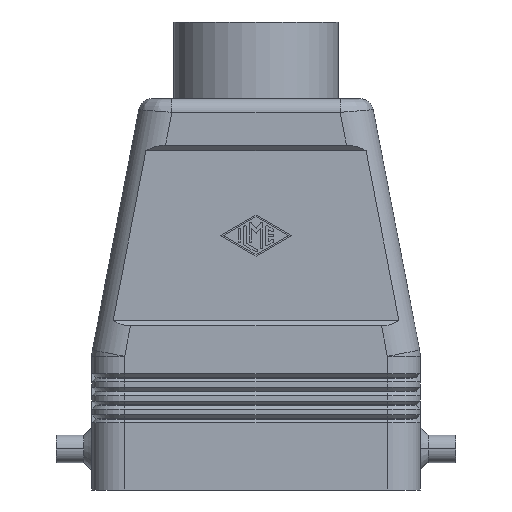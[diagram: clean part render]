
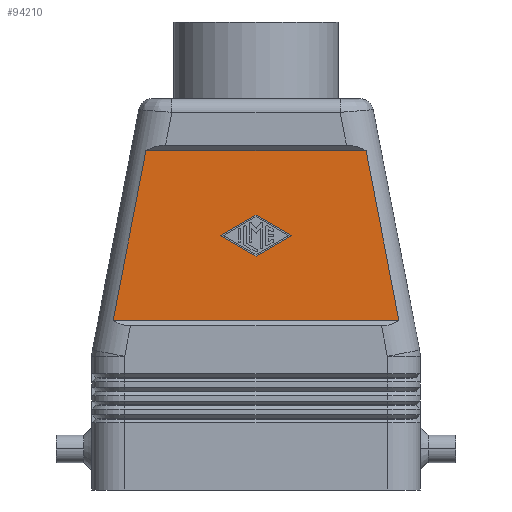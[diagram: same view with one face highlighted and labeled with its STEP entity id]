
A CAD part, front view. The second image highlights one B-rep face of the part: STEP entity #94210.
In plain terms, the highlighted planar face has unit normal (0, -1, 0).
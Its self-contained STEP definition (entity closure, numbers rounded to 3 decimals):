
#4150=CARTESIAN_POINT('',(26.106,-20.5,31.));
#4160=VERTEX_POINT('',#4150);
#4190=CARTESIAN_POINT('',(18.629,-20.5,69.63));
#4200=DIRECTION('',(0.19,0.,-0.982));
#4210=VECTOR('',#4200,1.);
#4220=LINE('',#4190,#4210);
#4230=CARTESIAN_POINT('',(20.106,-20.5,62.));
#4240=VERTEX_POINT('',#4230);
#4250=EDGE_CURVE('',#4240,#4160,#4220,.T.);
#6940=CARTESIAN_POINT('',(-20.106,-20.5,62.));
#6950=VERTEX_POINT('',#6940);
#6980=CARTESIAN_POINT('',(-27.256,-20.5,25.055));
#6990=DIRECTION('',(0.19,0.,0.982));
#7000=VECTOR('',#6990,1.);
#7010=LINE('',#6980,#7000);
#7020=CARTESIAN_POINT('',(-26.106,-20.5,31.));
#7030=VERTEX_POINT('',#7020);
#7040=EDGE_CURVE('',#7030,#6950,#7010,.T.);
#32240=CARTESIAN_POINT('',(6.5,-20.5,46.475));
#32250=VERTEX_POINT('',#32240);
#32420=CARTESIAN_POINT('',(0.,-20.5,50.224))
;
#32430=VERTEX_POINT('',#32420);
#32460=CARTESIAN_POINT('',(0.,-20.5,50.224));
#32470=DIRECTION('',(0.866,-0.,-0.5));
#32480=VECTOR('',#32470,1.);
#32490=LINE('',#32460,#32480);
#32500=EDGE_CURVE('',#32430,#32250,#32490,.T.);
#35370=CARTESIAN_POINT('',(0.,-20.5,42.726))
;
#35380=VERTEX_POINT('',#35370);
#35500=CARTESIAN_POINT('',(0.,-20.5,42.726));
#35510=DIRECTION('',(-0.866,-0.,-0.5));
#35520=VECTOR('',#35510,1.);
#35530=LINE('',#35500,#35520);
#35540=EDGE_CURVE('',#32250,#35380,#35530,.T.);
#70720=CARTESIAN_POINT('',(-6.5,-20.5,46.475));
#70730=VERTEX_POINT('',#70720);
#70760=CARTESIAN_POINT('',(0.,-20.5,50.224));
#70770=DIRECTION('',(0.866,-0.,0.5));
#70780=VECTOR('',#70770,1.);
#70790=LINE('',#70760,#70780);
#70800=EDGE_CURVE('',#70730,#32430,#70790,.T.);
#85610=CARTESIAN_POINT('',(0.,-20.5,42.726));
#85620=DIRECTION('',(-0.866,-0.,0.5));
#85630=VECTOR('',#85620,1.);
#85640=LINE('',#85610,#85630);
#85650=EDGE_CURVE('',#35380,#70730,#85640,.T.);
#88070=CARTESIAN_POINT('',(0.,-20.5,62.));
#88080=DIRECTION('',(1.,0.,0.));
#88090=VECTOR('',#88080,1.);
#88100=LINE('',#88070,#88090);
#88110=EDGE_CURVE('',#6950,#4240,#88100,.T.);
#93990=CARTESIAN_POINT('',(-31.327,-20.5,65.1));
#94000=DIRECTION('',(0.,-1.,0.));
#94010=DIRECTION('',(-1.,-0.,0.));
#94020=AXIS2_PLACEMENT_3D('',#93990,#94000,#94010);
#94030=PLANE('',#94020);
#94040=CARTESIAN_POINT('',(0.,-20.5,31.));
#94050=DIRECTION('',(1.,-0.,-0.));
#94060=VECTOR('',#94050,1.);
#94070=LINE('',#94040,#94060);
#94080=EDGE_CURVE('',#7030,#4160,#94070,.T.);
#94090=ORIENTED_EDGE('',*,*,#94080,.T.);
#94100=ORIENTED_EDGE('',*,*,#7040,.F.);
#94110=ORIENTED_EDGE('',*,*,#88110,.F.);
#94120=ORIENTED_EDGE('',*,*,#4250,.F.);
#94130=EDGE_LOOP('',(#94120,#94110,#94100,#94090));
#94140=FACE_OUTER_BOUND('',#94130,.T.);
#94150=ORIENTED_EDGE('',*,*,#35540,.T.);
#94160=ORIENTED_EDGE('',*,*,#32500,.T.);
#94170=ORIENTED_EDGE('',*,*,#70800,.T.);
#94180=ORIENTED_EDGE('',*,*,#85650,.T.);
#94190=EDGE_LOOP('',(#94180,#94170,#94160,#94150));
#94200=FACE_BOUND('',#94190,.T.);
#94210=ADVANCED_FACE('',(#94140,#94200),#94030,.T.);
